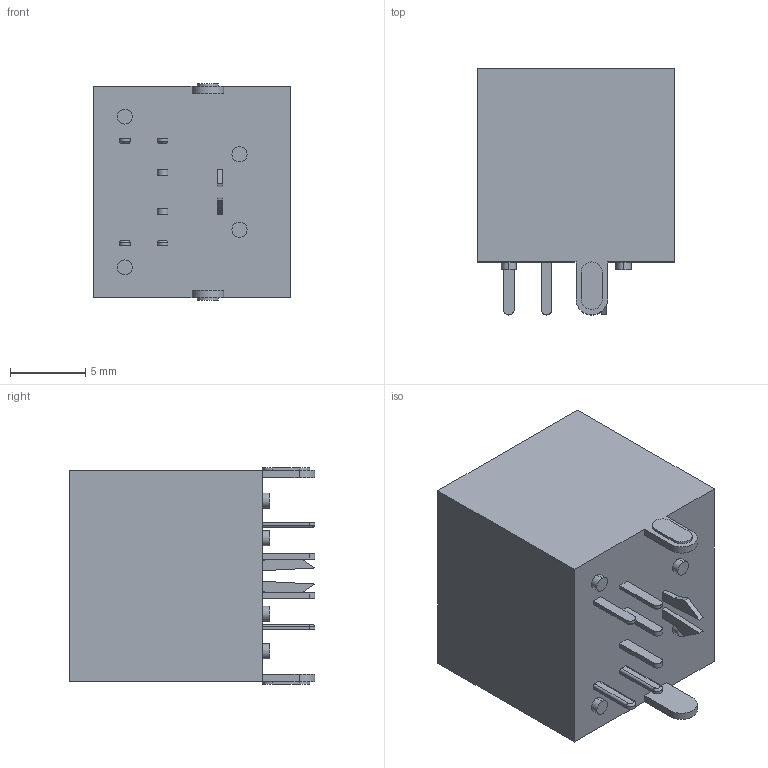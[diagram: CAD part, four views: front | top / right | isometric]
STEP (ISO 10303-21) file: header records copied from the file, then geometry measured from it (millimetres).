
FILE_DESCRIPTION (( 'STEP AP214' ), '1' );
FILE_NAME ('C81A80D6-C181-4628-97A0-AF8AEA36C26B.STEP', '2008-06-23T02:56:09', ( 'sysAdmin' ), ( 'SolidWorks' ), 'SwSTEP 2.0', 'SolidWorks 2008', '' );
FILE_SCHEMA (( 'AUTOMOTIVE_DESIGN' ));
Length unit declared in the file: millimetre
Products named in the file (1): C81A80D6-C181-4628-97A0-AF8AEA36C26B
Bounding box: 13.1 x 16.3 x 14.34 mm (x, y, z)
Volume: 2203.8 mm3; surface area: 1834.6 mm2
Topology: 1 solids, 1 shells, 167 faces, 403 edges, 262 vertices
Faces by surface type: plane 123, cylinder 40, bspline 4
Entity records: 6721 total; most frequent: CARTESIAN_POINT 905, DIRECTION 807, ORIENTED_EDGE 806, EDGE_CURVE 403, VECTOR 319, LINE 319, VERTEX_POINT 262, AXIS2_PLACEMENT_3D 244
